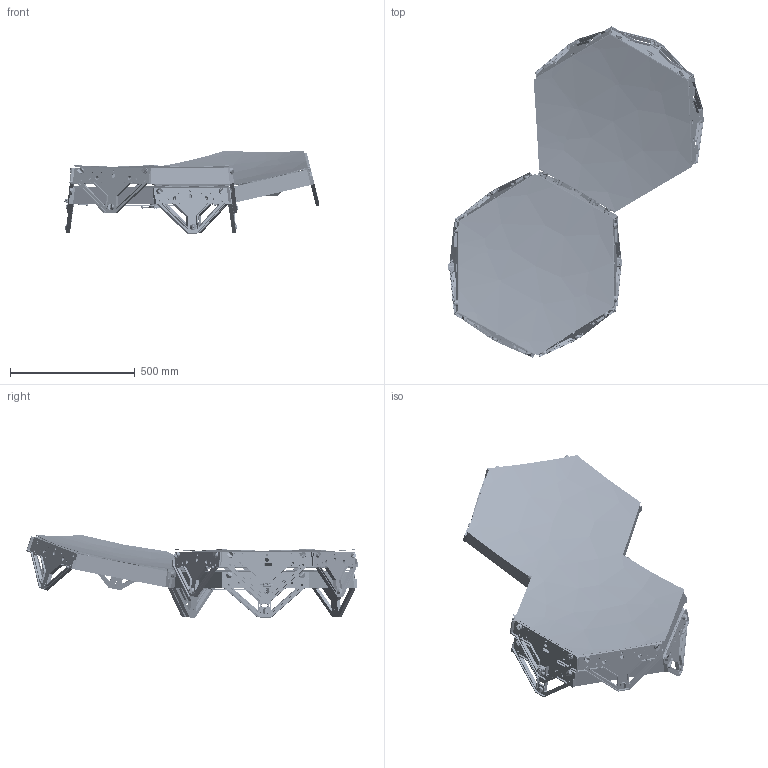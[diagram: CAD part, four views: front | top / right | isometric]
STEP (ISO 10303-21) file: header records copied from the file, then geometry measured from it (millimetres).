
FILE_DESCRIPTION(('FreeCAD Model'),'2;1');
FILE_NAME('Open CASCADE Shape Model','2025-04-27T01:27:33',('FreeCAD'),( 'FreeCAD'),'Open CASCADE STEP processor 7.6','FreeCAD','Unknown');
FILE_SCHEMA(('AUTOMOTIVE_DESIGN { 1 0 10303 214 1 1 1 1 }'));
Products named in the file (1): Open CASCADE STEP translator 7.6 1
Bounding box: 1021.97 x 1328.68 x 332.44 mm (x, y, z)
Volume: 8177256.1 mm3; surface area: 5098217.6 mm2
Topology: 276 solids, 276 shells, 8662 faces, 21800 edges, 13472 vertices
Faces by surface type: bspline 8662
Entity records: 347007 total; most frequent: CARTESIAN_POINT 221587, ORIENTED_EDGE 42982, EDGE_CURVE 21491, B_SPLINE_CURVE_WITH_KNOTS 14826, VERTEX_POINT 13443, FACE_BOUND 9929, EDGE_LOOP 9929, ADVANCED_FACE 8662
